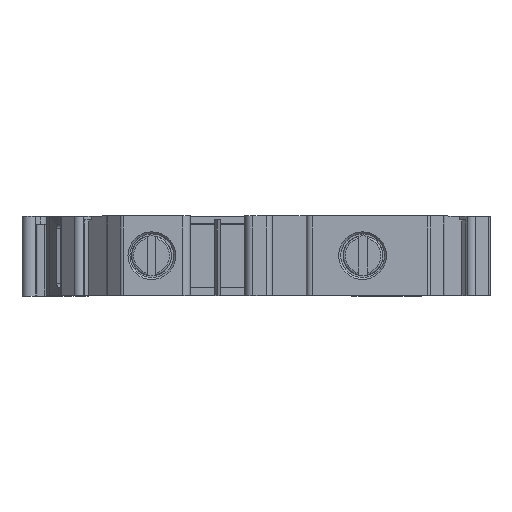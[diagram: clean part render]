
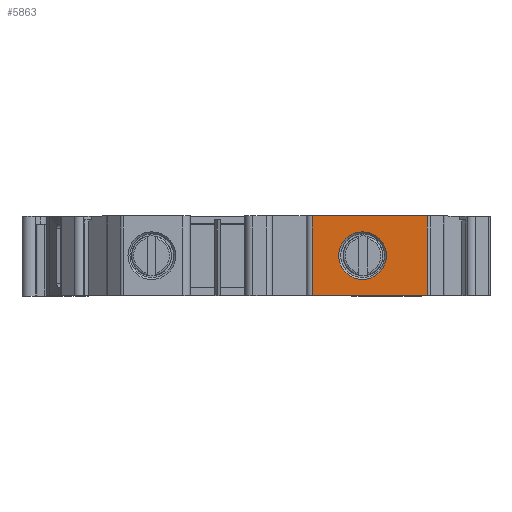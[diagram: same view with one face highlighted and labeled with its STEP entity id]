
A CAD part, top view. The second image highlights one B-rep face of the part: STEP entity #5863.
In plain terms, the highlighted planar face has unit normal (0, 0, 1).
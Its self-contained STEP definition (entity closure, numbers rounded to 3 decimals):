
#171=PLANE('',#6241);
#256=LINE('',#7749,#643);
#487=LINE('',#8780,#874);
#488=LINE('',#8782,#875);
#489=LINE('',#8784,#876);
#643=VECTOR('',#6489,1000.);
#874=VECTOR('',#7206,1000.);
#875=VECTOR('',#7209,1000.);
#876=VECTOR('',#7210,1000.);
#1718=ORIENTED_EDGE('',*,*,#2428,.T.);
#1719=ORIENTED_EDGE('',*,*,#2309,.T.);
#1720=ORIENTED_EDGE('',*,*,#2689,.T.);
#1721=ORIENTED_EDGE('',*,*,#2690,.F.);
#1722=ORIENTED_EDGE('',*,*,#2688,.F.);
#2309=EDGE_CURVE('',#2932,#2931,#256,.T.);
#2428=EDGE_CURVE('',#3044,#3044,#3361,.T.);
#2688=EDGE_CURVE('',#2932,#3186,#487,.T.);
#2689=EDGE_CURVE('',#2931,#3187,#488,.T.);
#2690=EDGE_CURVE('',#3186,#3187,#489,.T.);
#2931=VERTEX_POINT('',#7748);
#2932=VERTEX_POINT('',#7750);
#3044=VERTEX_POINT('',#7997);
#3186=VERTEX_POINT('',#8779);
#3187=VERTEX_POINT('',#8783);
#3361=CIRCLE('',#6061,3.);
#3614=EDGE_LOOP('',(#1718));
#3615=EDGE_LOOP('',(#1719,#1720,#1721,#1722));
#3866=FACE_BOUND('',#3614,.T.);
#3867=FACE_BOUND('',#3615,.T.);
#5863=ADVANCED_FACE('',(#3866,#3867),#171,.F.);
#6061=AXIS2_PLACEMENT_3D('',#7996,#6687,#6688);
#6241=AXIS2_PLACEMENT_3D('',#8781,#7207,#7208);
#6489=DIRECTION('',(1.,0.,0.));
#6687=DIRECTION('',(0.,0.,-1.));
#6688=DIRECTION('',(-1.,0.,0.));
#7206=DIRECTION('',(0.,1.,0.));
#7207=DIRECTION('',(0.,0.,-1.));
#7208=DIRECTION('',(-1.,0.,0.));
#7209=DIRECTION('',(0.,1.,0.));
#7210=DIRECTION('',(1.,0.,0.));
#7748=CARTESIAN_POINT('',(17.862,-5.,17.5));
#7749=CARTESIAN_POINT('',(-40.,-5.,17.5));
#7750=CARTESIAN_POINT('',(3.38,-5.,17.5));
#7996=CARTESIAN_POINT('',(9.725,0.,17.5));
#7997=CARTESIAN_POINT('',(6.725,0.,17.5));
#8779=CARTESIAN_POINT('',(3.38,5.,17.5));
#8780=CARTESIAN_POINT('',(3.38,-5.,17.5));
#8781=CARTESIAN_POINT('',(-40.,5.,17.5));
#8782=CARTESIAN_POINT('',(17.862,5.,17.5));
#8783=CARTESIAN_POINT('',(17.862,5.,17.5));
#8784=CARTESIAN_POINT('',(-40.,5.,17.5));
